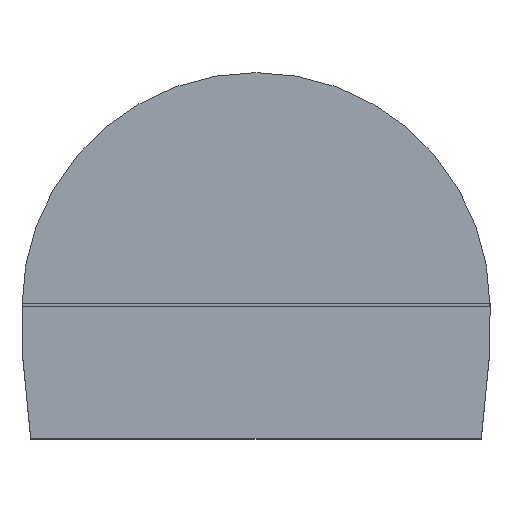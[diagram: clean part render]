
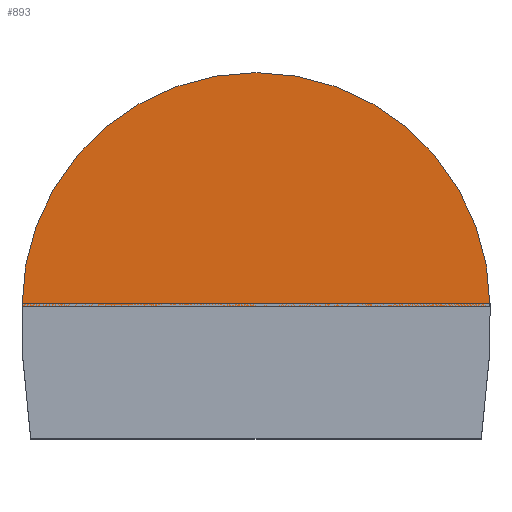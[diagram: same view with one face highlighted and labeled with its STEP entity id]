
A CAD part, top view. The second image highlights one B-rep face of the part: STEP entity #893.
In plain terms, the highlighted planar face has unit normal (0, 0, 1).
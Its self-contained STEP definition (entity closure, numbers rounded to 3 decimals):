
#39 = DIRECTION ( 'NONE',  ( 1., 0., 0. ) ) ;
#132 = EDGE_LOOP ( 'NONE', ( #428, #761 ) ) ;
#184 = CARTESIAN_POINT ( 'NONE',  ( 0., 1.8, 8.33 ) ) ;
#244 = CARTESIAN_POINT ( 'NONE',  ( 2.66, 1.8, 8.33 ) ) ;
#353 = VECTOR ( 'NONE', #39, 1000. ) ;
#428 = ORIENTED_EDGE ( 'NONE', *, *, #1400, .T. ) ;
#528 = DIRECTION ( 'NONE',  ( 0., 0., -1. ) ) ;
#533 = DIRECTION ( 'NONE',  ( 1., 0., 0. ) ) ;
#547 = EDGE_CURVE ( 'NONE', #938, #1627, #2048, .T. ) ;
#618 = CARTESIAN_POINT ( 'NONE',  ( 5.32, 1.8, 8.33 ) ) ;
#761 = ORIENTED_EDGE ( 'NONE', *, *, #547, .F. ) ;
#871 = CARTESIAN_POINT ( 'NONE',  ( 2.66, 1.8, 8.33 ) ) ;
#893 = ADVANCED_FACE ( 'NONE', ( #1010 ), #1563, .T. ) ;
#938 = VERTEX_POINT ( 'NONE', #184 ) ;
#947 = DIRECTION ( 'NONE',  ( 0., 0., 1. ) ) ;
#1010 = FACE_OUTER_BOUND ( 'NONE', #132, .T. ) ;
#1345 = AXIS2_PLACEMENT_3D ( 'NONE', #871, #528, #533 ) ;
#1400 = EDGE_CURVE ( 'NONE', #938, #1627, #1612, .T. ) ;
#1563 = PLANE ( 'NONE',  #1710 ) ;
#1612 = LINE ( 'NONE', #244, #353 ) ;
#1616 = CARTESIAN_POINT ( 'NONE',  ( 2.66, 1.8, 8.33 ) ) ;
#1627 = VERTEX_POINT ( 'NONE', #618 ) ;
#1710 = AXIS2_PLACEMENT_3D ( 'NONE', #1616, #947, #1749 ) ;
#1749 = DIRECTION ( 'NONE',  ( 1., 0., 0. ) ) ;
#2048 = CIRCLE ( 'NONE', #1345, 2.66 ) ;
